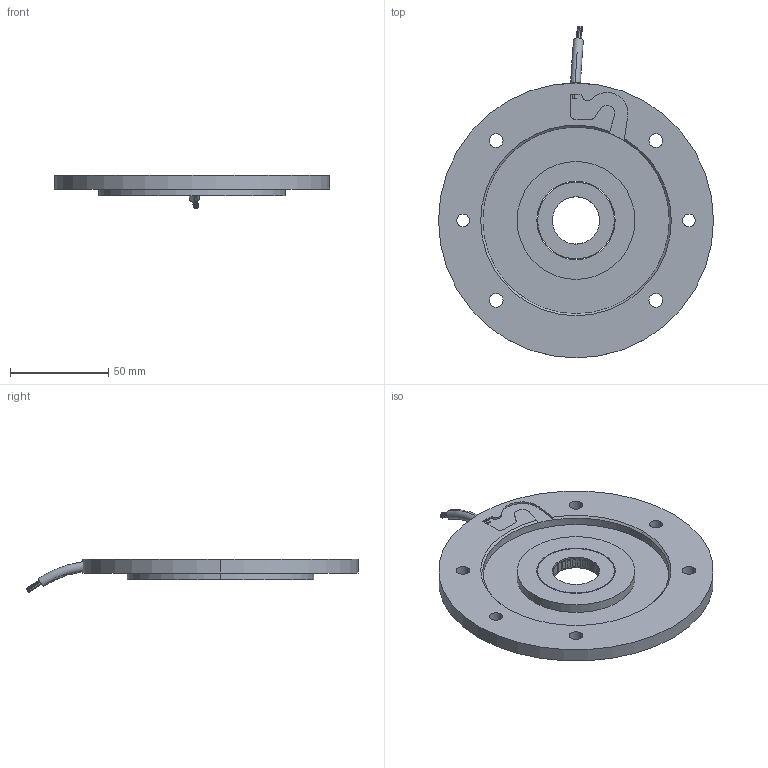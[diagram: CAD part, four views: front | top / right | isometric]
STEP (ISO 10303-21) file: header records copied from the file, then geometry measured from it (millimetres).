
FILE_DESCRIPTION (( 'STEP AP214' ), '1' );
FILE_NAME ('FNCMIR140..STEP', '2023-10-24T08:29:06', ( '' ), ( '' ), 'SwSTEP 2.0', 'SolidWorks 2022', '' );
FILE_SCHEMA (( 'AUTOMOTIVE_DESIGN' ));
Length unit declared in the file: millimetre
Products named in the file (1): FNCMIR140.
Bounding box: 140 x 169.01 x 17.03 mm (x, y, z)
Volume: 85553.8 mm3; surface area: 41259 mm2
Topology: 2 solids, 4 shells, 226 faces, 617 edges, 409 vertices
Faces by surface type: plane 94, cylinder 70, cone 60, torus 2
Entity records: 7752 total; most frequent: CARTESIAN_POINT 1823, ORIENTED_EDGE 1234, DIRECTION 1209, EDGE_CURVE 617, AXIS2_PLACEMENT_3D 493, VERTEX_POINT 409, EDGE_LOOP 310, CIRCLE 266
